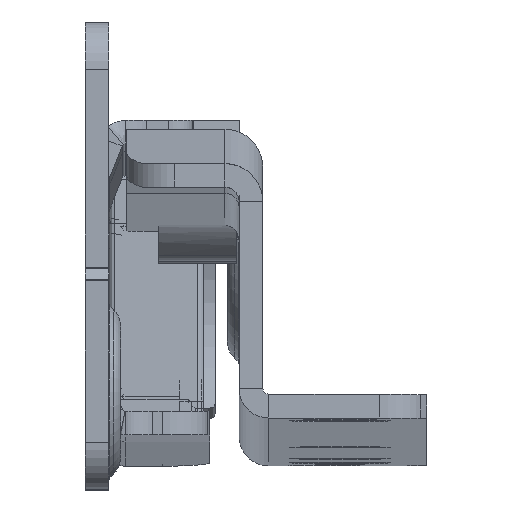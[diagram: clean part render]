
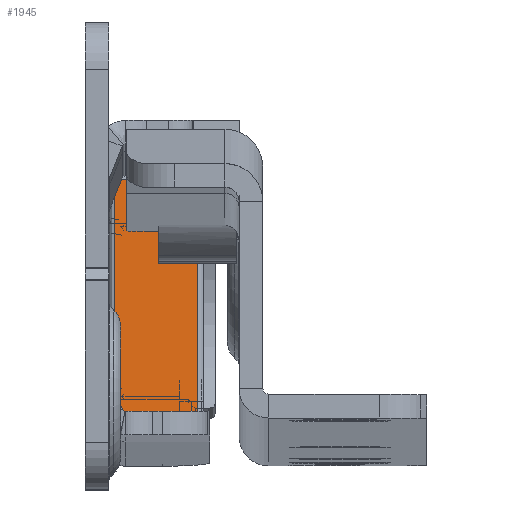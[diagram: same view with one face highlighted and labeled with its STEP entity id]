
A CAD part, top view. The second image highlights one B-rep face of the part: STEP entity #1945.
In plain terms, the highlighted face is planar.
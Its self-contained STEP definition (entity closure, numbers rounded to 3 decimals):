
#260 = DIRECTION ( 'NONE',  ( -1., 0., 0. ) ) ;
#445 = PLANE ( 'NONE',  #3268 ) ;
#1158 = DIRECTION ( 'NONE',  ( 0., 0., -1. ) ) ;
#1175 = CARTESIAN_POINT ( 'NONE',  ( 0., 11., 7.5 ) ) ;
#1607 = DIRECTION ( 'NONE',  ( 0., 0., 1. ) ) ;
#1653 = CARTESIAN_POINT ( 'NONE',  ( 0., -11., 0.5 ) ) ;
#1945 = ADVANCED_FACE ( 'NONE', ( #4214 ), #445, .T. ) ;
#2140 = EDGE_CURVE ( 'NONE', #6626, #11731, #7794, .T. ) ;
#2406 = EDGE_CURVE ( 'NONE', #5735, #9000, #12274, .T. ) ;
#2565 = LINE ( 'NONE', #5466, #5122 ) ;
#2988 = DIRECTION ( 'NONE',  ( 0., 1., 0. ) ) ;
#3268 = AXIS2_PLACEMENT_3D ( 'NONE', #4276, #260, #1607 ) ;
#3368 = EDGE_CURVE ( 'NONE', #11731, #5735, #3986, .T. ) ;
#3570 = DIRECTION ( 'NONE',  ( 0., 0., -1. ) ) ;
#3986 = LINE ( 'NONE', #6719, #6907 ) ;
#4023 = ORIENTED_EDGE ( 'NONE', *, *, #2406, .T. ) ;
#4214 = FACE_OUTER_BOUND ( 'NONE', #12359, .T. ) ;
#4276 = CARTESIAN_POINT ( 'NONE',  ( 0., -11., 8. ) ) ;
#5122 = VECTOR ( 'NONE', #3570, 1000. ) ;
#5204 = ORIENTED_EDGE ( 'NONE', *, *, #9105, .F. ) ;
#5466 = CARTESIAN_POINT ( 'NONE',  ( 0., -11., 8. ) ) ;
#5515 = VECTOR ( 'NONE', #5582, 1000. ) ;
#5582 = DIRECTION ( 'NONE',  ( 0., -1., 0. ) ) ;
#5735 = VERTEX_POINT ( 'NONE', #9606 ) ;
#6626 = VERTEX_POINT ( 'NONE', #9058 ) ;
#6719 = CARTESIAN_POINT ( 'NONE',  ( 0., 11., 8. ) ) ;
#6907 = VECTOR ( 'NONE', #1158, 1000. ) ;
#7438 = ORIENTED_EDGE ( 'NONE', *, *, #2140, .T. ) ;
#7540 = ORIENTED_EDGE ( 'NONE', *, *, #3368, .T. ) ;
#7794 = LINE ( 'NONE', #11607, #10521 ) ;
#8061 = CARTESIAN_POINT ( 'NONE',  ( 0., -11., 0.5 ) ) ;
#9000 = VERTEX_POINT ( 'NONE', #8061 ) ;
#9058 = CARTESIAN_POINT ( 'NONE',  ( 0., -11., 7.5 ) ) ;
#9105 = EDGE_CURVE ( 'NONE', #6626, #9000, #2565, .T. ) ;
#9606 = CARTESIAN_POINT ( 'NONE',  ( 0., 11., 0.5 ) ) ;
#10521 = VECTOR ( 'NONE', #2988, 1000. ) ;
#11607 = CARTESIAN_POINT ( 'NONE',  ( 0., -11., 7.5 ) ) ;
#11731 = VERTEX_POINT ( 'NONE', #1175 ) ;
#12274 = LINE ( 'NONE', #1653, #5515 ) ;
#12359 = EDGE_LOOP ( 'NONE', ( #7540, #4023, #5204, #7438 ) ) ;
